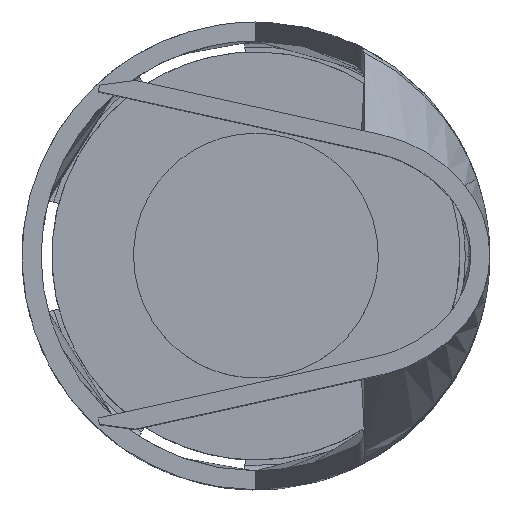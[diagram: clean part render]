
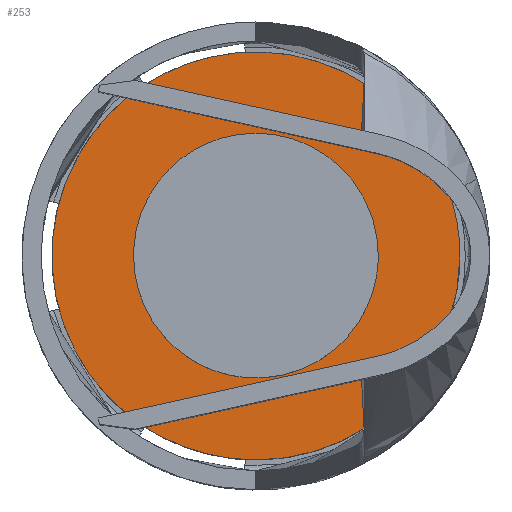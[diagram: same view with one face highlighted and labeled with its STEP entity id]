
A CAD part, top view. The second image highlights one B-rep face of the part: STEP entity #253.
In plain terms, the highlighted free-form (B-spline) face has degree [1, 1] with [2, 2] control points.
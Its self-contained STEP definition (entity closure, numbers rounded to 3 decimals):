
#195=CARTESIAN_POINT('V464',(1.3,-30.0,
   4.25));
#196=VERTEX_POINT('V464',#195);
#202=CARTESIAN_POINT('E707',(1.3,-30.0,
   4.25));
#203=CARTESIAN_POINT('E707',(1.3,-32.252,
   4.25));
#204=CARTESIAN_POINT('E707',(-0.65,-31.126,
   4.25));
#205=CARTESIAN_POINT('E707',(-2.6,-30.0,
   4.25));
#206=CARTESIAN_POINT('E707',(-0.65,-28.874,
   4.25));
#207=CARTESIAN_POINT('E707',(1.3,-27.748,
   4.25));
#208=CARTESIAN_POINT('E707',(1.3,-30.0,
   4.25));
#216=(BOUNDED_CURVE()B_SPLINE_CURVE(2,(#202,#203,#204,#205,#206,
   #207,#208),.CIRCULAR_ARC.,.T.,.U.)B_SPLINE_CURVE_WITH_KNOTS((3,
   2,2,3),(0.0,1.87,3.739,
   5.609),.UNSPECIFIED.)CURVE()
   GEOMETRIC_REPRESENTATION_ITEM()RATIONAL_B_SPLINE_CURVE((1.0,
   0.5,1.0,0.5,1.0,0.5,1.0)
   )REPRESENTATION_ITEM('E707'));
#217=EDGE_CURVE('E707',#196,#196,#216,.T.);
#224=CARTESIAN_POINT('F255',(-4.125,-25.875,
   4.25));
#225=CARTESIAN_POINT('F255',(-4.125,-34.125,
   4.25));
#226=CARTESIAN_POINT('F255',(4.125,-25.875,
   4.25));
#227=CARTESIAN_POINT('F255',(4.125,-34.125,
   4.25));
#228=QUASI_UNIFORM_SURFACE('F255',1,1,((#224,#226),(#225,#227)),
   .PLANE_SURF.,.F.,.F.,.U.);
#229=CARTESIAN_POINT('V463',(3.75,-30.0,
   4.25));
#230=VERTEX_POINT('V463',#229);
#231=CARTESIAN_POINT('E706',(3.75,-30.0,
   4.25));
#232=CARTESIAN_POINT('E706',(3.75,-36.495,
   4.25));
#233=CARTESIAN_POINT('E706',(-1.875,-33.248,
   4.25));
#234=CARTESIAN_POINT('E706',(-7.5,-30.0,
   4.25));
#235=CARTESIAN_POINT('E706',(-1.875,-26.752,
   4.25));
#236=CARTESIAN_POINT('E706',(3.75,-23.505,
   4.25));
#237=CARTESIAN_POINT('E706',(3.75,-30.0,
   4.25));
#245=(BOUNDED_CURVE()B_SPLINE_CURVE(2,(#231,#232,#233,#234,#235,
   #236,#237),.CIRCULAR_ARC.,.T.,.U.)B_SPLINE_CURVE_WITH_KNOTS((3,
   2,2,3),(0.0,0.333,0.667,1.0),
   .UNSPECIFIED.)CURVE()GEOMETRIC_REPRESENTATION_ITEM()
   RATIONAL_B_SPLINE_CURVE((1.0,0.5,1.0,
   0.5,1.0,0.5,1.0))REPRESENTATION_ITEM(
   'E706'));
#246=EDGE_CURVE('E706',#230,#230,#245,.T.);
#247=ORIENTED_EDGE('E706',*,*,#246,.F.);
#248=EDGE_LOOP('F255',(#247));
#249=FACE_OUTER_BOUND('F255',#248,.T.);
#250=ORIENTED_EDGE('E707',*,*,#217,.T.);
#251=EDGE_LOOP('F255',(#250));
#252=FACE_BOUND('F255',#251,.T.);
#253=ADVANCED_FACE('F255',(#249,#252),#228,.T.);
